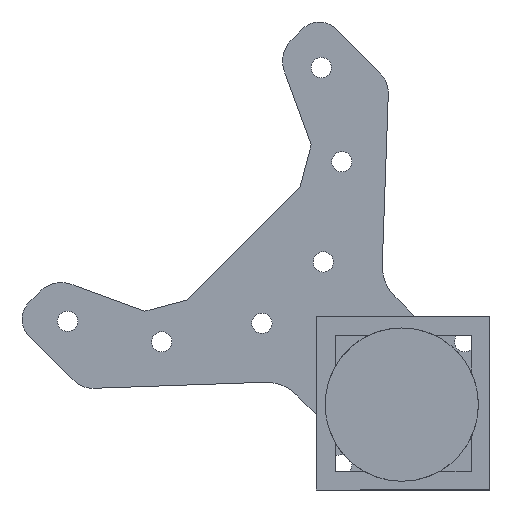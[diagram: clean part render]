
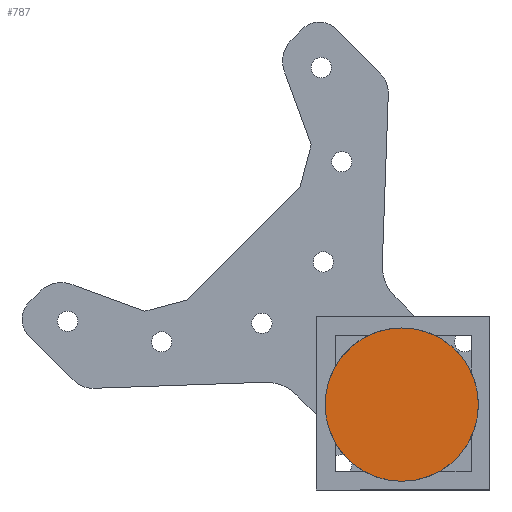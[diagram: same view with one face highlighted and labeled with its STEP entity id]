
A CAD part, front view. The second image highlights one B-rep face of the part: STEP entity #787.
In plain terms, the highlighted planar face has unit normal (0, -1, 0).
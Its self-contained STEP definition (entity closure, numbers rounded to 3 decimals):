
#90 = DIRECTION ( 'NONE',  ( 0., -1., 0. ) ) ;
#535 = AXIS2_PLACEMENT_3D ( 'NONE', #3510, #587, #1901 ) ;
#587 = DIRECTION ( 'NONE',  ( 0., -1., 0. ) ) ;
#605 = CARTESIAN_POINT ( 'NONE',  ( -27., -15., -0.5 ) ) ;
#787 = ADVANCED_FACE ( 'NONE', ( #1263 ), #1047, .T. ) ;
#1047 = PLANE ( 'NONE',  #2978 ) ;
#1138 = DIRECTION ( 'NONE',  ( 0., -1., 0. ) ) ;
#1263 = FACE_OUTER_BOUND ( 'NONE', #1299, .T. ) ;
#1282 = AXIS2_PLACEMENT_3D ( 'NONE', #1700, #1138, #1739 ) ;
#1299 = EDGE_LOOP ( 'NONE', ( #2900, #3784 ) ) ;
#1306 = EDGE_CURVE ( 'NONE', #1652, #2267, #1673, .T. ) ;
#1652 = VERTEX_POINT ( 'NONE', #1817 ) ;
#1673 = CIRCLE ( 'NONE', #535, 26.5 ) ;
#1700 = CARTESIAN_POINT ( 'NONE',  ( -0.5, -15., -0.5 ) ) ;
#1739 = DIRECTION ( 'NONE',  ( 1., 0., 0. ) ) ;
#1817 = CARTESIAN_POINT ( 'NONE',  ( 26., -15., -0.5 ) ) ;
#1901 = DIRECTION ( 'NONE',  ( 1., 0., 0. ) ) ;
#2267 = VERTEX_POINT ( 'NONE', #605 ) ;
#2302 = CARTESIAN_POINT ( 'NONE',  ( -0.5, -15., -0.5 ) ) ;
#2530 = EDGE_CURVE ( 'NONE', #2267, #1652, #3100, .T. ) ;
#2900 = ORIENTED_EDGE ( 'NONE', *, *, #2530, .T. ) ;
#2978 = AXIS2_PLACEMENT_3D ( 'NONE', #2302, #90, #3677 ) ;
#3100 = CIRCLE ( 'NONE', #1282, 26.5 ) ;
#3510 = CARTESIAN_POINT ( 'NONE',  ( -0.5, -15., -0.5 ) ) ;
#3677 = DIRECTION ( 'NONE',  ( 1., 0., 0. ) ) ;
#3784 = ORIENTED_EDGE ( 'NONE', *, *, #1306, .T. ) ;
